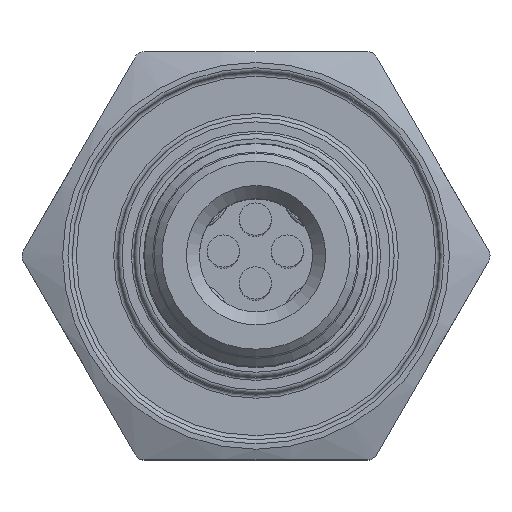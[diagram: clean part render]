
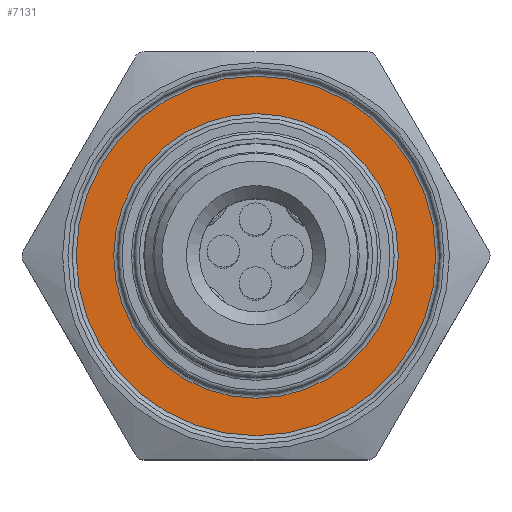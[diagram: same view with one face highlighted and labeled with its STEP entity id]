
A CAD part, top view. The second image highlights one B-rep face of the part: STEP entity #7131.
In plain terms, the highlighted planar face has unit normal (0, 0, 1).
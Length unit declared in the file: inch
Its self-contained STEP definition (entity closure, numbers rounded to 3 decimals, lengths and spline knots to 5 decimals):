
#130=PLANE($,#7716);
#1462=FACE_BOUND($,#2240,.T.);
#1698=FACE_OUTER_BOUND($,#2239,.T.);
#2239=EDGE_LOOP($,(#5109));
#2240=EDGE_LOOP($,(#5110));
#2860=CIRCLE($,#7609,0.34575);
#2863=CIRCLE($,#7613,0.27375);
#3229=VERTEX_POINT($,#10439);
#3232=VERTEX_POINT($,#10446);
#3966=EDGE_CURVE($,#3229,#3229,#2860,.T.);
#3969=EDGE_CURVE($,#3232,#3232,#2863,.T.);
#5109=ORIENTED_EDGE($,*,*,#3966,.T.);
#5110=ORIENTED_EDGE($,*,*,#3969,.T.);
#7131=ADVANCED_FACE($,(#1698,#1462),#130,.T.);
#7609=AXIS2_PLACEMENT_3D($,#10440,#8439,#8440);
#7613=AXIS2_PLACEMENT_3D($,#10447,#8447,#8448);
#7716=AXIS2_PLACEMENT_3D($,#10920,#8669,#8670);
#8439=DIRECTION('center_axis',(0.,0.,1.));
#8440=DIRECTION('ref_axis',(1.,0.,0.));
#8447=DIRECTION('center_axis',(0.,0.,-1.));
#8448=DIRECTION('ref_axis',(1.,0.,0.));
#8669=DIRECTION('center_axis',(0.,0.,1.));
#8670=DIRECTION('ref_axis',(1.,0.,0.));
#10439=CARTESIAN_POINT('',(0.34575,0.,0.635));
#10440=CARTESIAN_POINT('Origin',(0.,0.,0.635));
#10446=CARTESIAN_POINT('',(0.27375,0.,0.635));
#10447=CARTESIAN_POINT('Origin',(0.,0.,0.635));
#10920=CARTESIAN_POINT('Origin',(0.,0.,0.635));
